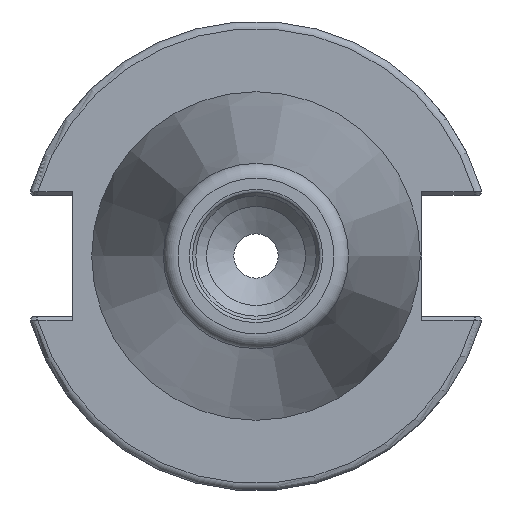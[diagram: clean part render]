
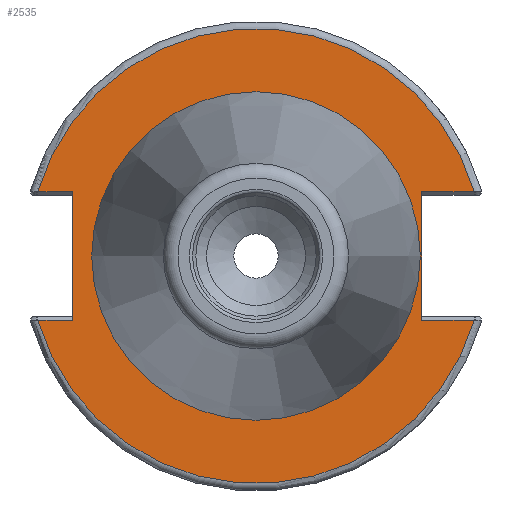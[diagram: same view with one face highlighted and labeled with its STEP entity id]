
A CAD part, left-side view. The second image highlights one B-rep face of the part: STEP entity #2535.
In plain terms, the highlighted planar face has unit normal (-1, 0, 0).
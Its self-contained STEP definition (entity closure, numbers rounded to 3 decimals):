
#79=FACE_BOUND('',#659,.T.);
#95=PLANE('',#2752);
#164=LINE('',#3972,#322);
#166=LINE('',#4040,#324);
#167=LINE('',#4042,#325);
#168=LINE('',#4046,#326);
#169=LINE('',#4048,#327);
#170=LINE('',#4049,#328);
#322=VECTOR('',#3141,10.);
#324=VECTOR('',#3159,10.);
#325=VECTOR('',#3160,10.);
#326=VECTOR('',#3163,10.);
#327=VECTOR('',#3164,10.);
#328=VECTOR('',#3165,10.);
#513=FACE_OUTER_BOUND('',#658,.T.);
#658=EDGE_LOOP('',(#1837,#1838,#1839,#1840,#1841,#1842,#1843,#1844));
#659=EDGE_LOOP('',(#1845,#1846));
#889=CIRCLE('',#2751,30.775);
#890=CIRCLE('',#2753,30.775);
#891=CIRCLE('',#2754,22.225);
#892=CIRCLE('',#2755,22.225);
#1056=VERTEX_POINT('',#3965);
#1059=VERTEX_POINT('',#3970);
#1065=VERTEX_POINT('',#4018);
#1067=VERTEX_POINT('',#4039);
#1068=VERTEX_POINT('',#4041);
#1069=VERTEX_POINT('',#4043);
#1070=VERTEX_POINT('',#4045);
#1071=VERTEX_POINT('',#4047);
#1072=VERTEX_POINT('',#4050);
#1073=VERTEX_POINT('',#4051);
#1352=EDGE_CURVE('',#1059,#1056,#164,.T.);
#1362=EDGE_CURVE('',#1056,#1065,#889,.T.);
#1365=EDGE_CURVE('',#1059,#1067,#166,.T.);
#1366=EDGE_CURVE('',#1068,#1067,#167,.T.);
#1367=EDGE_CURVE('',#1069,#1068,#890,.T.);
#1368=EDGE_CURVE('',#1070,#1069,#168,.T.);
#1369=EDGE_CURVE('',#1070,#1071,#169,.T.);
#1370=EDGE_CURVE('',#1065,#1071,#170,.T.);
#1371=EDGE_CURVE('',#1072,#1073,#891,.T.);
#1372=EDGE_CURVE('',#1073,#1072,#892,.T.);
#1837=ORIENTED_EDGE('',*,*,#1352,.F.);
#1838=ORIENTED_EDGE('',*,*,#1365,.T.);
#1839=ORIENTED_EDGE('',*,*,#1366,.F.);
#1840=ORIENTED_EDGE('',*,*,#1367,.F.);
#1841=ORIENTED_EDGE('',*,*,#1368,.F.);
#1842=ORIENTED_EDGE('',*,*,#1369,.T.);
#1843=ORIENTED_EDGE('',*,*,#1370,.F.);
#1844=ORIENTED_EDGE('',*,*,#1362,.F.);
#1845=ORIENTED_EDGE('',*,*,#1371,.T.);
#1846=ORIENTED_EDGE('',*,*,#1372,.T.);
#2535=ADVANCED_FACE('',(#513,#79),#95,.T.);
#2751=AXIS2_PLACEMENT_3D('',#4019,#3155,#3156);
#2752=AXIS2_PLACEMENT_3D('',#4038,#3157,#3158);
#2753=AXIS2_PLACEMENT_3D('',#4044,#3161,#3162);
#2754=AXIS2_PLACEMENT_3D('',#4052,#3166,#3167);
#2755=AXIS2_PLACEMENT_3D('',#4053,#3168,#3169);
#3141=DIRECTION('',(0.,-1.,0.));
#3155=DIRECTION('center_axis',(1.,0.,0.));
#3156=DIRECTION('ref_axis',(0.,0.,-1.));
#3157=DIRECTION('center_axis',(-1.,0.,0.));
#3158=DIRECTION('ref_axis',(0.,0.,1.));
#3159=DIRECTION('',(0.,0.,1.));
#3160=DIRECTION('',(0.,1.,0.));
#3161=DIRECTION('center_axis',(1.,0.,0.));
#3162=DIRECTION('ref_axis',(0.,0.,-1.));
#3163=DIRECTION('',(0.,1.,0.));
#3164=DIRECTION('',(0.,0.,-1.));
#3165=DIRECTION('',(0.,-1.,0.));
#3166=DIRECTION('center_axis',(1.,0.,0.));
#3167=DIRECTION('ref_axis',(0.,0.,-1.));
#3168=DIRECTION('center_axis',(1.,0.,0.));
#3169=DIRECTION('ref_axis',(0.,0.,-1.));
#3965=CARTESIAN_POINT('',(3.175,-29.523,-8.69));
#3970=CARTESIAN_POINT('',(3.175,-22.41,-8.69));
#3972=CARTESIAN_POINT('',(3.175,-4.878,-8.69));
#4018=CARTESIAN_POINT('',(3.175,29.523,-8.69));
#4019=CARTESIAN_POINT('Origin',(3.175,0.,
0.));
#4038=CARTESIAN_POINT('Origin',(3.175,30.775,0.));
#4039=CARTESIAN_POINT('',(3.175,-22.41,8.69));
#4040=CARTESIAN_POINT('',(3.175,-22.41,-4.095));
#4041=CARTESIAN_POINT('',(3.175,-29.523,8.69));
#4042=CARTESIAN_POINT('',(3.175,4.182,8.69));
#4043=CARTESIAN_POINT('',(3.175,29.523,8.69));
#4044=CARTESIAN_POINT('Origin',(3.175,0.,
0.));
#4045=CARTESIAN_POINT('',(3.175,24.8,8.69));
#4046=CARTESIAN_POINT('',(3.175,32.958,8.69));
#4047=CARTESIAN_POINT('',(3.175,24.8,-8.69));
#4048=CARTESIAN_POINT('',(3.175,24.8,4.095));
#4049=CARTESIAN_POINT('',(3.175,27.788,-8.69));
#4050=CARTESIAN_POINT('',(3.175,22.225,0.));
#4051=CARTESIAN_POINT('',(3.175,-22.225,0.));
#4052=CARTESIAN_POINT('Origin',(3.175,0.,
0.));
#4053=CARTESIAN_POINT('Origin',(3.175,0.,
0.));
